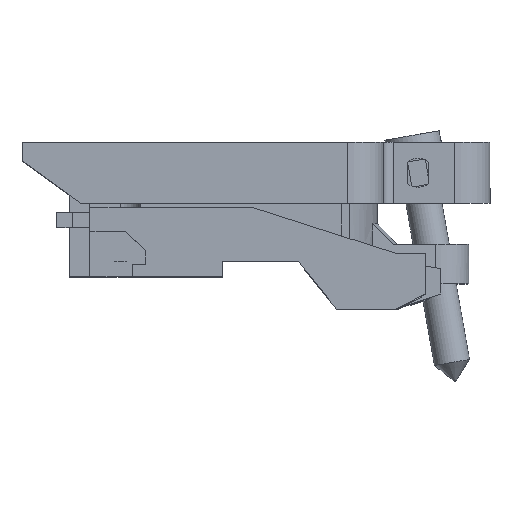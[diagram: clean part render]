
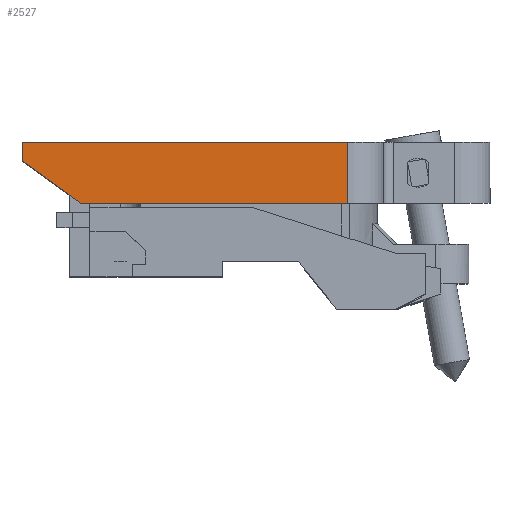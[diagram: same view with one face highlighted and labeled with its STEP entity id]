
A CAD part, top view. The second image highlights one B-rep face of the part: STEP entity #2527.
In plain terms, the highlighted face is planar.
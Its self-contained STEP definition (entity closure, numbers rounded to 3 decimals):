
#153 = EDGE_CURVE ( 'NONE', #6561, #16069, #6646, .T. ) ;
#224 = CARTESIAN_POINT ( 'NONE',  ( -14.75, 6., 14.25 ) ) ;
#291 = LINE ( 'NONE', #15421, #10856 ) ;
#1401 = DIRECTION ( 'NONE',  ( 0., 0., 1. ) ) ;
#1499 = VERTEX_POINT ( 'NONE', #2843 ) ;
#1627 = CARTESIAN_POINT ( 'NONE',  ( -14.75, 0., 20. ) ) ;
#1771 = CARTESIAN_POINT ( 'NONE',  ( -14.75, 6., -12. ) ) ;
#2315 = VERTEX_POINT ( 'NONE', #3453 ) ;
#2527 = ADVANCED_FACE ( 'NONE', ( #14907 ), #10877, .F. ) ;
#2843 = CARTESIAN_POINT ( 'NONE',  ( -14.75, 0., 20. ) ) ;
#3453 = CARTESIAN_POINT ( 'NONE',  ( -14.75, 6., -12. ) ) ;
#3552 = VECTOR ( 'NONE', #9169, 1000. ) ;
#3944 = CARTESIAN_POINT ( 'NONE',  ( -14.75, 6., 20. ) ) ;
#4453 = CARTESIAN_POINT ( 'NONE',  ( -14.75, 0., -12. ) ) ;
#4481 = VECTOR ( 'NONE', #15446, 1000. ) ;
#5185 = LINE ( 'NONE', #1627, #16121 ) ;
#5216 = LINE ( 'NONE', #3944, #4481 ) ;
#5928 = DIRECTION ( 'NONE',  ( 0., 0., -1. ) ) ;
#6521 = AXIS2_PLACEMENT_3D ( 'NONE', #14733, #11220, #5928 ) ;
#6561 = VERTEX_POINT ( 'NONE', #12933 ) ;
#6646 = LINE ( 'NONE', #15458, #3552 ) ;
#6899 = DIRECTION ( 'NONE',  ( 0., -1., 0. ) ) ;
#8264 = EDGE_CURVE ( 'NONE', #2315, #16069, #291, .T. ) ;
#8792 = ORIENTED_EDGE ( 'NONE', *, *, #8264, .F. ) ;
#8825 = EDGE_LOOP ( 'NONE', ( #8792, #13770, #15116, #10372, #12608 ) ) ;
#9169 = DIRECTION ( 'NONE',  ( 0., 0.585, -0.811 ) ) ;
#9269 = EDGE_CURVE ( 'NONE', #6561, #1499, #5216, .T. ) ;
#10372 = ORIENTED_EDGE ( 'NONE', *, *, #9269, .F. ) ;
#10571 = VECTOR ( 'NONE', #6899, 1000. ) ;
#10856 = VECTOR ( 'NONE', #1401, 1000. ) ;
#10877 = PLANE ( 'NONE',  #6521 ) ;
#11220 = DIRECTION ( 'NONE',  ( 1., 0., 0. ) ) ;
#12608 = ORIENTED_EDGE ( 'NONE', *, *, #153, .T. ) ;
#12627 = EDGE_CURVE ( 'NONE', #2315, #14133, #13297, .T. ) ;
#12910 = DIRECTION ( 'NONE',  ( 0., 0., 1. ) ) ;
#12933 = CARTESIAN_POINT ( 'NONE',  ( -14.75, 1.85, 20. ) ) ;
#13297 = LINE ( 'NONE', #1771, #10571 ) ;
#13663 = EDGE_CURVE ( 'NONE', #14133, #1499, #5185, .T. ) ;
#13770 = ORIENTED_EDGE ( 'NONE', *, *, #12627, .T. ) ;
#14133 = VERTEX_POINT ( 'NONE', #4453 ) ;
#14733 = CARTESIAN_POINT ( 'NONE',  ( -14.75, 6., 20. ) ) ;
#14907 = FACE_OUTER_BOUND ( 'NONE', #8825, .T. ) ;
#15116 = ORIENTED_EDGE ( 'NONE', *, *, #13663, .T. ) ;
#15421 = CARTESIAN_POINT ( 'NONE',  ( -14.75, 6., 20. ) ) ;
#15446 = DIRECTION ( 'NONE',  ( 0., -1., 0. ) ) ;
#15458 = CARTESIAN_POINT ( 'NONE',  ( -14.75, 3.271, 18.031 ) ) ;
#16069 = VERTEX_POINT ( 'NONE', #224 ) ;
#16121 = VECTOR ( 'NONE', #12910, 1000. ) ;
